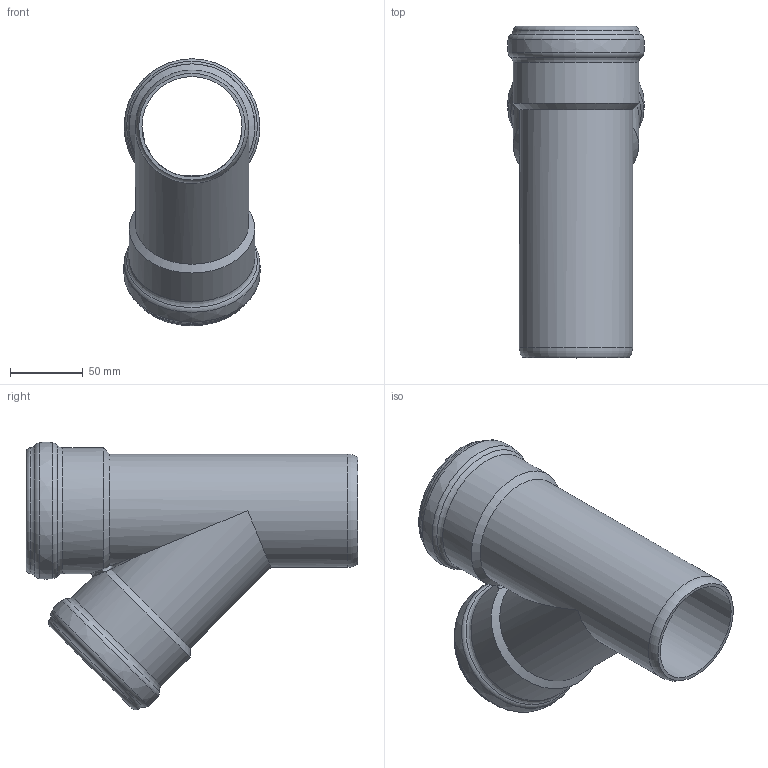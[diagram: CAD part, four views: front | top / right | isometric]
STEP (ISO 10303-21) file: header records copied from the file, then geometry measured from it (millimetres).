
FILE_DESCRIPTION(/* description */ (''),/* implementation_level */ '2;1');
FILE_NAME(/* name */ '333200 SKOLANsafeEA Abzweiger DN_OD 78_78_45°.stp',/* time_stamp */ '2018-01-09T10:07:45+01:00',/* author */ ('user1'),/* organization */ (''),/* preprocessor_version */ 'ST-DEVELOPER v16.1',/* originating_system */ 'Autodesk Inventor 2016',/* authorisation */ '');
FILE_SCHEMA (('AUTOMOTIVE_DESIGN { 1 0 10303 214 3 1 1 }'));
Length unit declared in the file: millimetre
Products named in the file (1): 333200 SKOLANsafeEA Abzweiger DN_OD 78_78_45°
Bounding box: 94.4 x 228.6 x 184.31 mm (x, y, z)
Volume: 339574.5 mm3; surface area: 160194 mm2
Topology: 1 solids, 1 shells, 50 faces, 137 edges, 85 vertices
Faces by surface type: torus 21, cylinder 13, cone 8, bspline 4, plane 4
Full cylindrical faces by diameter (mm): 69 x2, 78 x1, 78.4 x4, 86.6 x2, 87.6 x2
Entity records: 76750 total; most frequent: CARTESIAN_POINT 75663, DIRECTION 240, ORIENTED_EDGE 178, AXIS2_PLACEMENT_3D 119, EDGE_LOOP 89, EDGE_CURVE 89, VERTEX_POINT 78, FACE_OUTER_BOUND 49
